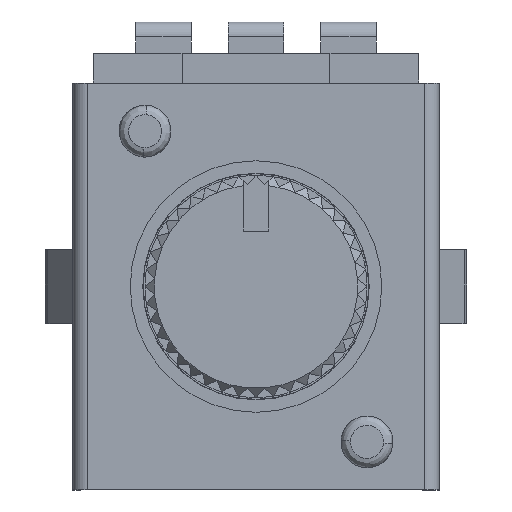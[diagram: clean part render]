
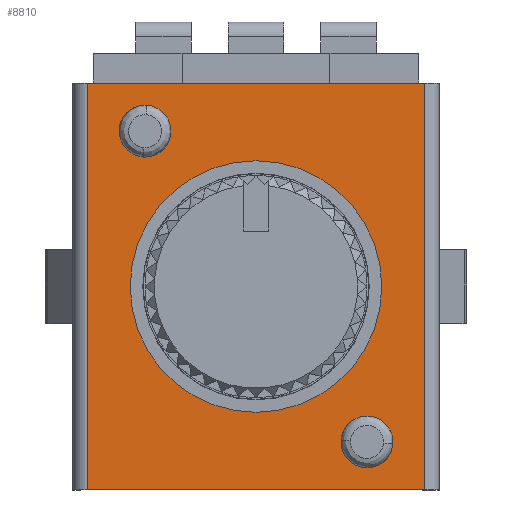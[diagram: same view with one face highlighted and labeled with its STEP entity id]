
A CAD part, front view. The second image highlights one B-rep face of the part: STEP entity #8810.
In plain terms, the highlighted planar face has unit normal (0, -1, 0).
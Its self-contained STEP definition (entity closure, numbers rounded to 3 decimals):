
#74 = DIRECTION ( 'NONE',  ( 0., 0., 1. ) ) ;
#103 = CARTESIAN_POINT ( 'NONE',  ( -4.55, -0.4, 5.5 ) ) ;
#133 = ORIENTED_EDGE ( 'NONE', *, *, #14287, .T. ) ;
#157 = AXIS2_PLACEMENT_3D ( 'NONE', #13119, #1509, #7968 ) ;
#193 = EDGE_CURVE ( 'NONE', #683, #15442, #3969, .T. ) ;
#519 = VERTEX_POINT ( 'NONE', #9048 ) ;
#683 = VERTEX_POINT ( 'NONE', #10144 ) ;
#728 = AXIS2_PLACEMENT_3D ( 'NONE', #13092, #5357, #1394 ) ;
#873 = AXIS2_PLACEMENT_3D ( 'NONE', #6202, #1029, #6377 ) ;
#1029 = DIRECTION ( 'NONE',  ( 0., 1., 0. ) ) ;
#1035 = CARTESIAN_POINT ( 'NONE',  ( 4.4, -0.4, -5.5 ) ) ;
#1290 = EDGE_LOOP ( 'NONE', ( #15402, #133 ) ) ;
#1394 = DIRECTION ( 'NONE',  ( 0., 0., -1. ) ) ;
#1509 = DIRECTION ( 'NONE',  ( 0., -1., 0. ) ) ;
#1513 = VERTEX_POINT ( 'NONE', #103 ) ;
#1963 = CARTESIAN_POINT ( 'NONE',  ( 0., -0.4, 0. ) ) ;
#2059 = CARTESIAN_POINT ( 'NONE',  ( -3., -0.4, 4.9 ) ) ;
#2344 = CARTESIAN_POINT ( 'NONE',  ( 3., -0.4, -3.5 ) ) ;
#2478 = DIRECTION ( 'NONE',  ( 0., 1., 0. ) ) ;
#3075 = VERTEX_POINT ( 'NONE', #13379 ) ;
#3657 = CARTESIAN_POINT ( 'NONE',  ( 0., -0.4, 0. ) ) ;
#3685 = EDGE_CURVE ( 'NONE', #519, #3075, #4239, .T. ) ;
#3762 = CARTESIAN_POINT ( 'NONE',  ( -4.55, -0.4, -5.5 ) ) ;
#3774 = LINE ( 'NONE', #14628, #8274 ) ;
#3797 = DIRECTION ( 'NONE',  ( 0., 0., -1. ) ) ;
#3969 = CIRCLE ( 'NONE', #873, 0.7 ) ;
#4175 = ORIENTED_EDGE ( 'NONE', *, *, #12738, .T. ) ;
#4239 = CIRCLE ( 'NONE', #14800, 3.4 ) ;
#4349 = ORIENTED_EDGE ( 'NONE', *, *, #5968, .F. ) ;
#4396 = VECTOR ( 'NONE', #6382, 1000. ) ;
#4982 = VECTOR ( 'NONE', #14620, 1000. ) ;
#4990 = AXIS2_PLACEMENT_3D ( 'NONE', #1963, #9986, #8850 ) ;
#5047 = FACE_OUTER_BOUND ( 'NONE', #10121, .T. ) ;
#5121 = PLANE ( 'NONE',  #157 ) ;
#5181 = ORIENTED_EDGE ( 'NONE', *, *, #16141, .T. ) ;
#5326 = EDGE_CURVE ( 'NONE', #7953, #17003, #5920, .T. ) ;
#5357 = DIRECTION ( 'NONE',  ( 0., 1., 0. ) ) ;
#5421 = LINE ( 'NONE', #13075, #4982 ) ;
#5558 = ORIENTED_EDGE ( 'NONE', *, *, #11535, .T. ) ;
#5920 = CIRCLE ( 'NONE', #15628, 0.7 ) ;
#5968 = EDGE_CURVE ( 'NONE', #16962, #14095, #12974, .T. ) ;
#6202 = CARTESIAN_POINT ( 'NONE',  ( 3., -0.4, -4.2 ) ) ;
#6218 = ORIENTED_EDGE ( 'NONE', *, *, #5326, .T. ) ;
#6260 = DIRECTION ( 'NONE',  ( 0., 1., 0. ) ) ;
#6377 = DIRECTION ( 'NONE',  ( 0., 0., -1. ) ) ;
#6382 = DIRECTION ( 'NONE',  ( -1., 0., 0. ) ) ;
#6397 = EDGE_LOOP ( 'NONE', ( #14913, #16067 ) ) ;
#7132 = CARTESIAN_POINT ( 'NONE',  ( 4.55, -0.4, -5.5 ) ) ;
#7953 = VERTEX_POINT ( 'NONE', #2059 ) ;
#7968 = DIRECTION ( 'NONE',  ( 0., 0., -1. ) ) ;
#8274 = VECTOR ( 'NONE', #74, 1000. ) ;
#8810 = ADVANCED_FACE ( 'NONE', ( #11637, #15890, #16916, #5047 ), #5121, .T. ) ;
#8850 = DIRECTION ( 'NONE',  ( 0., 0., -1. ) ) ;
#8883 = CARTESIAN_POINT ( 'NONE',  ( -3., -0.4, 4.2 ) ) ;
#9048 = CARTESIAN_POINT ( 'NONE',  ( 0., -0.4, -3.4 ) ) ;
#9320 = CARTESIAN_POINT ( 'NONE',  ( -4.55, -0.4, 5.5 ) ) ;
#9747 = CARTESIAN_POINT ( 'NONE',  ( -3., -0.4, 3.5 ) ) ;
#9986 = DIRECTION ( 'NONE',  ( 0., 1., 0. ) ) ;
#10010 = DIRECTION ( 'NONE',  ( 0., 0., -1. ) ) ;
#10121 = EDGE_LOOP ( 'NONE', ( #5558, #4349, #17081, #5181 ) ) ;
#10144 = CARTESIAN_POINT ( 'NONE',  ( 3., -0.4, -4.9 ) ) ;
#10482 = CIRCLE ( 'NONE', #728, 0.7 ) ;
#11283 = EDGE_CURVE ( 'NONE', #15442, #683, #10482, .T. ) ;
#11400 = DIRECTION ( 'NONE',  ( 0., 1., 0. ) ) ;
#11535 = EDGE_CURVE ( 'NONE', #1513, #14095, #5421, .T. ) ;
#11553 = DIRECTION ( 'NONE',  ( 0., 0., -1. ) ) ;
#11637 = FACE_BOUND ( 'NONE', #12712, .T. ) ;
#11666 = CARTESIAN_POINT ( 'NONE',  ( 4.55, -0.4, 5.5 ) ) ;
#11749 = LINE ( 'NONE', #9320, #15508 ) ;
#12466 = CIRCLE ( 'NONE', #4990, 3.4 ) ;
#12712 = EDGE_LOOP ( 'NONE', ( #4175, #6218 ) ) ;
#12738 = EDGE_CURVE ( 'NONE', #17003, #7953, #14091, .T. ) ;
#12974 = LINE ( 'NONE', #1035, #4396 ) ;
#13075 = CARTESIAN_POINT ( 'NONE',  ( -4.55, -0.4, -5.5 ) ) ;
#13092 = CARTESIAN_POINT ( 'NONE',  ( 3., -0.4, -4.2 ) ) ;
#13119 = CARTESIAN_POINT ( 'NONE',  ( -4.55, -0.4, -5.5 ) ) ;
#13129 = VERTEX_POINT ( 'NONE', #11666 ) ;
#13379 = CARTESIAN_POINT ( 'NONE',  ( 0., -0.4, 3.4 ) ) ;
#14091 = CIRCLE ( 'NONE', #14937, 0.7 ) ;
#14095 = VERTEX_POINT ( 'NONE', #3762 ) ;
#14139 = CARTESIAN_POINT ( 'NONE',  ( -3., -0.4, 4.2 ) ) ;
#14287 = EDGE_CURVE ( 'NONE', #3075, #519, #12466, .T. ) ;
#14609 = DIRECTION ( 'NONE',  ( -1., 0., 0. ) ) ;
#14620 = DIRECTION ( 'NONE',  ( 0., 0., -1. ) ) ;
#14628 = CARTESIAN_POINT ( 'NONE',  ( 4.55, -0.4, -5.5 ) ) ;
#14800 = AXIS2_PLACEMENT_3D ( 'NONE', #3657, #11400, #10010 ) ;
#14913 = ORIENTED_EDGE ( 'NONE', *, *, #193, .T. ) ;
#14937 = AXIS2_PLACEMENT_3D ( 'NONE', #14139, #2478, #3797 ) ;
#15402 = ORIENTED_EDGE ( 'NONE', *, *, #3685, .T. ) ;
#15442 = VERTEX_POINT ( 'NONE', #2344 ) ;
#15508 = VECTOR ( 'NONE', #14609, 1000. ) ;
#15628 = AXIS2_PLACEMENT_3D ( 'NONE', #8883, #6260, #11553 ) ;
#15825 = EDGE_CURVE ( 'NONE', #16962, #13129, #3774, .T. ) ;
#15890 = FACE_BOUND ( 'NONE', #6397, .T. ) ;
#16067 = ORIENTED_EDGE ( 'NONE', *, *, #11283, .T. ) ;
#16141 = EDGE_CURVE ( 'NONE', #13129, #1513, #11749, .T. ) ;
#16916 = FACE_BOUND ( 'NONE', #1290, .T. ) ;
#16962 = VERTEX_POINT ( 'NONE', #7132 ) ;
#17003 = VERTEX_POINT ( 'NONE', #9747 ) ;
#17081 = ORIENTED_EDGE ( 'NONE', *, *, #15825, .T. ) ;
